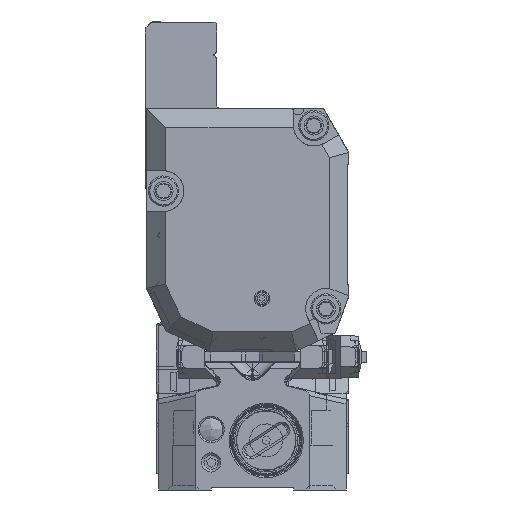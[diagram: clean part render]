
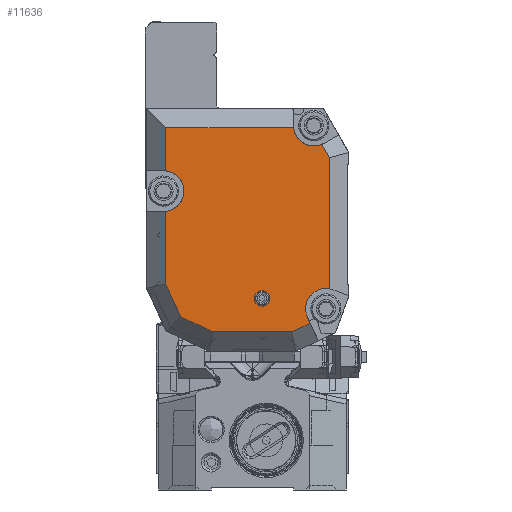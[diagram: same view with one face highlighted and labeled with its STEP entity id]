
A CAD part, front view. The second image highlights one B-rep face of the part: STEP entity #11636.
In plain terms, the highlighted planar face has unit normal (0, -1, 0).
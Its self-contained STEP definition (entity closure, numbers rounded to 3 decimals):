
#3935=FACE_BOUND('',#22100,.T.);
#3936=FACE_BOUND('',#22101,.T.);
#11636=ADVANCED_FACE('',(#3935,#3936),#13877,.F.);
#13877=PLANE('',#84676);
#22100=EDGE_LOOP('',(#44187,#44188,#44189,#44190,#44191,#44192,#44193,#44194,
#44195,#44196,#44197,#44198,#44199));
#22101=EDGE_LOOP('',(#44200));
#44187=ORIENTED_EDGE('',*,*,#62792,.T.);
#44188=ORIENTED_EDGE('',*,*,#62793,.T.);
#44189=ORIENTED_EDGE('',*,*,#62794,.T.);
#44190=ORIENTED_EDGE('',*,*,#62795,.T.);
#44191=ORIENTED_EDGE('',*,*,#62796,.T.);
#44192=ORIENTED_EDGE('',*,*,#62797,.T.);
#44193=ORIENTED_EDGE('',*,*,#62798,.T.);
#44194=ORIENTED_EDGE('',*,*,#62799,.T.);
#44195=ORIENTED_EDGE('',*,*,#62800,.T.);
#44196=ORIENTED_EDGE('',*,*,#62801,.T.);
#44197=ORIENTED_EDGE('',*,*,#62802,.T.);
#44198=ORIENTED_EDGE('',*,*,#62803,.T.);
#44199=ORIENTED_EDGE('',*,*,#62804,.T.);
#44200=ORIENTED_EDGE('',*,*,#62805,.T.);
#51702=VERTEX_POINT('',#144957);
#51703=VERTEX_POINT('',#144958);
#51704=VERTEX_POINT('',#144960);
#51705=VERTEX_POINT('',#144962);
#51706=VERTEX_POINT('',#144964);
#51707=VERTEX_POINT('',#144966);
#51708=VERTEX_POINT('',#144968);
#51709=VERTEX_POINT('',#144970);
#51710=VERTEX_POINT('',#144972);
#51711=VERTEX_POINT('',#144974);
#51712=VERTEX_POINT('',#144976);
#51713=VERTEX_POINT('',#144978);
#51714=VERTEX_POINT('',#144980);
#51715=VERTEX_POINT('',#144983);
#62792=EDGE_CURVE('',#51702,#51703,#77985,.T.);
#62793=EDGE_CURVE('',#51703,#51704,#69232,.T.);
#62794=EDGE_CURVE('',#51704,#51705,#69233,.T.);
#62795=EDGE_CURVE('',#51705,#51706,#77986,.T.);
#62796=EDGE_CURVE('',#51706,#51707,#69234,.T.);
#62797=EDGE_CURVE('',#51707,#51708,#69235,.T.);
#62798=EDGE_CURVE('',#51708,#51709,#77987,.T.);
#62799=EDGE_CURVE('',#51709,#51710,#69236,.T.);
#62800=EDGE_CURVE('',#51710,#51711,#69237,.T.);
#62801=EDGE_CURVE('',#51711,#51712,#69238,.T.);
#62802=EDGE_CURVE('',#51712,#51713,#69239,.T.);
#62803=EDGE_CURVE('',#51713,#51714,#69240,.T.);
#62804=EDGE_CURVE('',#51714,#51702,#69241,.T.);
#62805=EDGE_CURVE('',#51715,#51715,#77988,.T.);
#69232=LINE('',#144959,#75745);
#69233=LINE('',#144961,#75746);
#69234=LINE('',#144965,#75747);
#69235=LINE('',#144967,#75748);
#69236=LINE('',#144971,#75749);
#69237=LINE('',#144973,#75750);
#69238=LINE('',#144975,#75751);
#69239=LINE('',#144977,#75752);
#69240=LINE('',#144979,#75753);
#69241=LINE('',#144981,#75754);
#75745=VECTOR('',#104507,1.);
#75746=VECTOR('',#104508,1.);
#75747=VECTOR('',#104511,1.);
#75748=VECTOR('',#104512,1.);
#75749=VECTOR('',#104515,1.);
#75750=VECTOR('',#104516,1.);
#75751=VECTOR('',#104517,1.);
#75752=VECTOR('',#104518,1.);
#75753=VECTOR('',#104519,1.);
#75754=VECTOR('',#104520,1.);
#77985=CIRCLE('',#84672,3.7);
#77986=CIRCLE('',#84673,3.7);
#77987=CIRCLE('',#84674,3.7);
#77988=CIRCLE('',#84675,1.3);
#84672=AXIS2_PLACEMENT_3D('',#144956,#104505,#104506);
#84673=AXIS2_PLACEMENT_3D('',#144963,#104509,#104510);
#84674=AXIS2_PLACEMENT_3D('',#144969,#104513,#104514);
#84675=AXIS2_PLACEMENT_3D('',#144982,#104521,#104522);
#84676=AXIS2_PLACEMENT_3D('',#144984,#104523,#104524);
#104505=DIRECTION('',(0.,1.,0.));
#104506=DIRECTION('',(-1.,0.,0.));
#104507=DIRECTION('',(0.,0.,1.));
#104508=DIRECTION('',(-0.5,0.,0.866));
#104509=DIRECTION('',(0.,1.,0.));
#104510=DIRECTION('',(-1.,0.,0.));
#104511=DIRECTION('',(-1.,0.,0.));
#104512=DIRECTION('',(0.,0.,-1.));
#104513=DIRECTION('',(0.,1.,0.));
#104514=DIRECTION('',(-1.,0.,0.));
#104515=DIRECTION('',(0.,0.,-1.));
#104516=DIRECTION('',(0.419,0.,-0.908));
#104517=DIRECTION('',(0.905,0.,-0.426));
#104518=DIRECTION('',(1.,0.,0.));
#104519=DIRECTION('',(0.905,0.,0.426));
#104520=DIRECTION('',(-0.426,0.,0.905));
#104521=DIRECTION('',(0.,1.,0.));
#104522=DIRECTION('',(0.,0.,1.));
#104523=DIRECTION('',(0.,1.,0.));
#104524=DIRECTION('',(0.,0.,1.));
#144956=CARTESIAN_POINT('',(32.85,-8.,-52.11));
#144957=CARTESIAN_POINT('',(29.503,-8.,-53.687));
#144958=CARTESIAN_POINT('',(33.5,-8.,-48.468));
#144959=CARTESIAN_POINT('',(33.5,-8.,-46.706));
#144960=CARTESIAN_POINT('',(33.5,-8.,-24.648));
#144961=CARTESIAN_POINT('',(44.864,-8.,-44.331));
#144962=CARTESIAN_POINT('',(32.096,-8.,-22.216));
#144963=CARTESIAN_POINT('',(30.65,-8.,-18.81));
#144964=CARTESIAN_POINT('',(26.972,-8.,-19.21));
#144965=CARTESIAN_POINT('',(40.75,-8.,-19.21));
#144966=CARTESIAN_POINT('',(3.75,-8.,-19.21));
#144967=CARTESIAN_POINT('',(3.75,-8.,-46.706));
#144968=CARTESIAN_POINT('',(3.75,-8.,-27.032));
#144969=CARTESIAN_POINT('',(3.35,-8.,-30.71));
#144970=CARTESIAN_POINT('',(3.75,-8.,-34.388));
#144971=CARTESIAN_POINT('',(3.75,-8.,-46.706));
#144972=CARTESIAN_POINT('',(3.75,-8.,-47.584));
#144973=CARTESIAN_POINT('',(9.912,-8.,-60.937));
#144974=CARTESIAN_POINT('',(6.493,-8.,-53.528));
#144975=CARTESIAN_POINT('',(31.901,-8.,-65.495));
#144976=CARTESIAN_POINT('',(12.378,-8.,-56.3));
#144977=CARTESIAN_POINT('',(40.75,-8.,-56.3));
#144978=CARTESIAN_POINT('',(26.622,-8.,-56.3));
#144979=CARTESIAN_POINT('',(41.883,-8.,-49.112));
#144980=CARTESIAN_POINT('',(29.987,-8.,-54.715));
#144981=CARTESIAN_POINT('',(31.478,-8.,-57.881));
#144982=CARTESIAN_POINT('',(21.25,-8.,-50.21));
#144983=CARTESIAN_POINT('',(21.25,-8.,-48.91));
#144984=CARTESIAN_POINT('',(40.75,-8.,-46.706));
